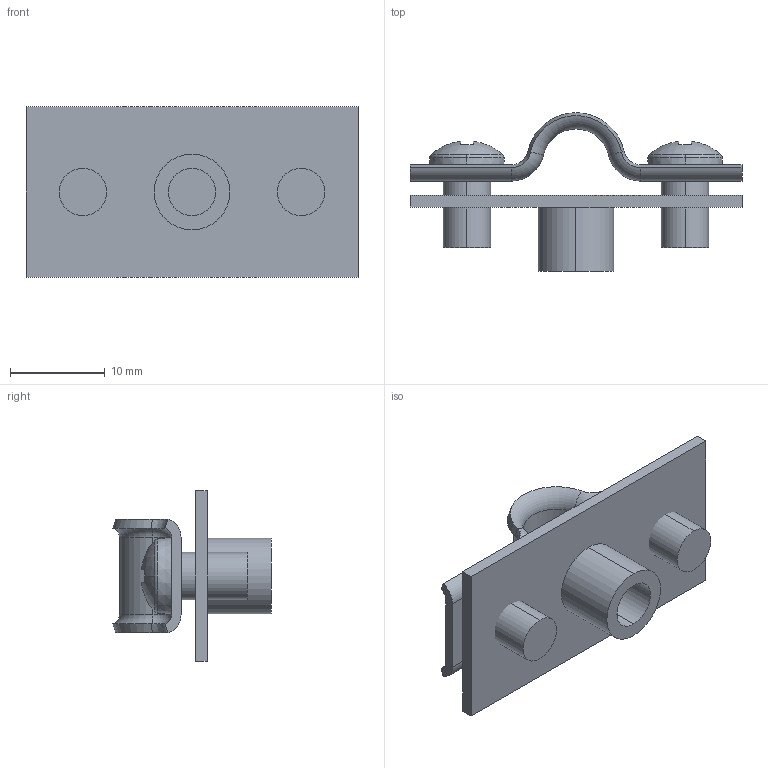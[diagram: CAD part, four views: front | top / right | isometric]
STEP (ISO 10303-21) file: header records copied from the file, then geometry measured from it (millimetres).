
FILE_DESCRIPTION (( 'STEP AP214' ), '1' );
FILE_NAME ('1362356_KSTP1.stp', '2018-06-01T09:26:54', ( '' ), ( '' ), 'SwSTEP 2.0', 'SolidWorks 2016', '' );
FILE_SCHEMA (( 'AUTOMOTIVE_DESIGN' ));
Length unit declared in the file: millimetre
Products named in the file (4): 100260_Standard; 1362356_KSTP1; BW001_M5 x 08; 100263_Standard
Assembly tree (4 placements, depth 2):
  1362356_KSTP1
    100260_Standard
    100263_Standard
    BW001_M5 x 08  x2
Bounding box: 35 x 16.7 x 18 mm (x, y, z)
Volume: 2004.9 mm3; surface area: 3329.2 mm2
Topology: 4 solids, 4 shells, 100 faces, 228 edges, 140 vertices
Faces by surface type: plane 48, cylinder 22, torus 16, cone 10, sphere 4
Entity records: 2302 total; most frequent: DIRECTION 424, CARTESIAN_POINT 356, ORIENTED_EDGE 340, AXIS2_PLACEMENT_3D 170, EDGE_CURVE 170, VERTEX_POINT 102, CIRCLE 86, VECTOR 84
